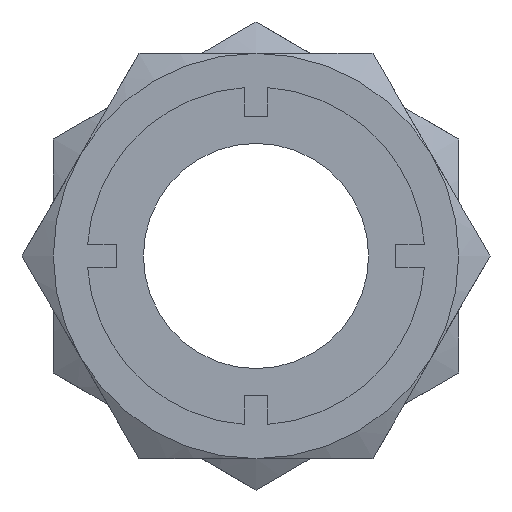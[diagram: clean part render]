
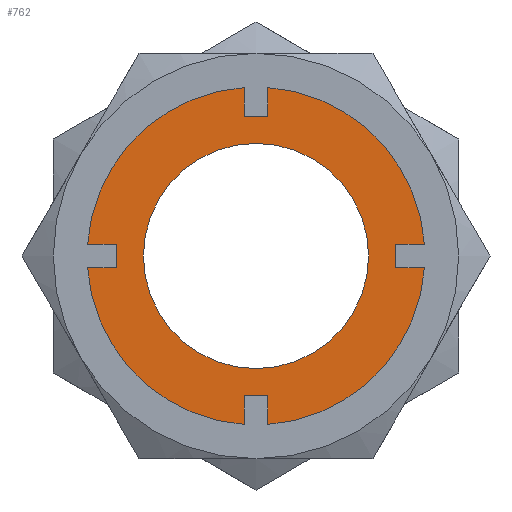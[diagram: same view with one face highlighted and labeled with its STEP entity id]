
A CAD part, left-side view. The second image highlights one B-rep face of the part: STEP entity #762.
In plain terms, the highlighted planar face has unit normal (-1, 0, 0).
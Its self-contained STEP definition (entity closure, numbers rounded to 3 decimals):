
#332=EDGE_CURVE('',#824,#546,#942,.T.);
#360=EDGE_CURVE('',#378,#678,#975,.T.);
#378=VERTEX_POINT('',#993);
#382=EDGE_CURVE('',#568,#810,#998,.T.);
#394=VERTEX_POINT('',#1014);
#398=VERTEX_POINT('',#1018);
#416=VERTEX_POINT('',#1037);
#418=VERTEX_POINT('',#1039);
#428=EDGE_CURVE('',#490,#394,#1049,.T.);
#452=EDGE_CURVE('',#512,#720,#1076,.T.);
#464=VERTEX_POINT('',#1088);
#490=VERTEX_POINT('',#1116);
#512=VERTEX_POINT('',#1142);
#518=EDGE_CURVE('',#576,#568,#1148,.T.);
#524=VERTEX_POINT('',#1154);
#546=VERTEX_POINT('',#1181);
#550=EDGE_CURVE('',#876,#512,#1185,.T.);
#558=EDGE_CURVE('',#464,#418,#1193,.T.);
#568=VERTEX_POINT('',#1203);
#576=VERTEX_POINT('',#1212);
#610=EDGE_CURVE('',#398,#576,#1249,.T.);
#678=VERTEX_POINT('',#1323);
#712=EDGE_CURVE('',#720,#770,#1360,.T.);
#720=VERTEX_POINT('',#1370);
#762=ADVANCED_FACE('',(#1418,#1419),#1420,.T.);
#770=VERTEX_POINT('',#1428);
#804=EDGE_CURVE('',#416,#524,#1466,.T.);
#810=VERTEX_POINT('',#1473);
#822=EDGE_CURVE('',#490,#810,#1486,.T.);
#824=VERTEX_POINT('',#1488);
#832=EDGE_CURVE('',#464,#678,#1496,.T.);
#858=EDGE_CURVE('',#398,#770,#1527,.T.);
#860=EDGE_CURVE('',#876,#546,#1529,.T.);
#874=EDGE_CURVE('',#418,#824,#1544,.T.);
#876=VERTEX_POINT('',#1546);
#906=EDGE_CURVE('',#524,#416,#1580,.T.);
#912=EDGE_CURVE('',#394,#378,#1586,.T.);
#942=LINE('',#1620,#1621);
#975=LINE('',#1672,#1673);
#993=CARTESIAN_POINT('',(-17.0,-12.4,1.05));
#998=LINE('',#1713,#1714);
#1014=CARTESIAN_POINT('',(-17.0,-12.4,-1.05));
#1018=CARTESIAN_POINT('',(-17.,1.05,-14.963));
#1037=CARTESIAN_POINT('',(-17.,0.,10.));
#1039=CARTESIAN_POINT('',(-17.0,-1.05,12.4));
#1049=LINE('',#1797,#1798);
#1076=LINE('',#1860,#1861);
#1088=CARTESIAN_POINT('',(-17.,-1.05,14.963));
#1116=CARTESIAN_POINT('',(-17.,-14.963,-1.05));
#1142=CARTESIAN_POINT('',(-17.0,12.4,1.05));
#1148=LINE('',#2009,#2010);
#1154=CARTESIAN_POINT('',(-17.,0.,-10.0));
#1181=CARTESIAN_POINT('',(-17.,1.05,14.963));
#1185=LINE('',#2066,#2067);
#1193=LINE('',#2081,#2082);
#1203=CARTESIAN_POINT('',(-17.0,-1.05,-12.4));
#1212=CARTESIAN_POINT('',(-17.0,1.05,-12.4));
#1249=LINE('',#2189,#2190);
#1323=CARTESIAN_POINT('',(-17.,-14.963,1.05));
#1360=LINE('',#2452,#2453);
#1370=CARTESIAN_POINT('',(-17.0,12.4,-1.05));
#1418=FACE_BOUND('',#2560,.T.);
#1419=FACE_OUTER_BOUND('',#2561,.T.);
#1420=PLANE('',#2562);
#1428=CARTESIAN_POINT('',(-17.,14.963,-1.05));
#1466=CIRCLE('',#2639,10.);
#1473=CARTESIAN_POINT('',(-17.,-1.05,-14.963));
#1486=CIRCLE('',#2682,15.0);
#1488=CARTESIAN_POINT('',(-17.0,1.05,12.4));
#1496=CIRCLE('',#2693,15.0);
#1527=CIRCLE('',#2748,15.0);
#1529=CIRCLE('',#2751,15.0);
#1544=LINE('',#2798,#2799);
#1546=CARTESIAN_POINT('',(-17.,14.963,1.05));
#1580=CIRCLE('',#2872,10.);
#1586=LINE('',#2881,#2882);
#1620=CARTESIAN_POINT('',(-17.,1.05,13.75));
#1621=VECTOR('',#2897,1.0);
#1672=CARTESIAN_POINT('',(-17.,-7.5,1.05));
#1673=VECTOR('',#2939,1.0);
#1713=CARTESIAN_POINT('',(-17.,-1.05,-1.25));
#1714=VECTOR('',#2955,1.0);
#1797=CARTESIAN_POINT('',(-17.,-6.2,-1.05));
#1798=VECTOR('',#3004,1.0);
#1860=CARTESIAN_POINT('',(-17.,12.4,5.725));
#1861=VECTOR('',#3034,1.0);
#2009=CARTESIAN_POINT('',(-17.,-0.525,-12.4));
#2010=VECTOR('',#3106,1.0);
#2066=CARTESIAN_POINT('',(-17.,6.2,1.05));
#2067=VECTOR('',#3161,1.0);
#2081=CARTESIAN_POINT('',(-17.,-1.05,12.45));
#2082=VECTOR('',#3167,1.0);
#2189=CARTESIAN_POINT('',(-17.,1.05,0.05));
#2190=VECTOR('',#3211,1.0);
#2452=CARTESIAN_POINT('',(-17.,7.5,-1.05));
#2453=VECTOR('',#3311,1.0);
#2560=EDGE_LOOP('',(#3379,#3380));
#2561=EDGE_LOOP('',(#3381,#3382,#3383,#3384,#3385,#3386,#3387,#3388,#3389,#3390,#3391,#3392,#3393,#3394,#3395,#3396));
#2562=AXIS2_PLACEMENT_3D('',#3397,#3398,#3399);
#2639=AXIS2_PLACEMENT_3D('',#3453,#3454,#3455);
#2682=AXIS2_PLACEMENT_3D('',#3477,#3478,#3479);
#2693=AXIS2_PLACEMENT_3D('',#3484,#3485,#3486);
#2748=AXIS2_PLACEMENT_3D('',#3535,#3536,#3537);
#2751=AXIS2_PLACEMENT_3D('',#3538,#3539,#3540);
#2798=CARTESIAN_POINT('',(-17.,0.525,12.4));
#2799=VECTOR('',#3551,1.0);
#2872=AXIS2_PLACEMENT_3D('',#3585,#3586,#3587);
#2881=CARTESIAN_POINT('',(-17.,-12.4,6.775));
#2882=VECTOR('',#3589,1.0);
#2897=DIRECTION('',(0.0,0.0,1.0));
#2939=DIRECTION('',(0.0,-1.0,0.0));
#2955=DIRECTION('',(0.0,0.0,-1.0));
#3004=DIRECTION('',(0.0,1.0,0.0));
#3034=DIRECTION('',(0.0,0.0,-1.0));
#3106=DIRECTION('',(0.0,-1.0,0.0));
#3161=DIRECTION('',(0.0,-1.0,0.0));
#3167=DIRECTION('',(0.0,0.0,-1.0));
#3211=DIRECTION('',(0.0,0.0,1.0));
#3311=DIRECTION('',(0.0,1.0,0.0));
#3379=ORIENTED_EDGE('',*,*,#804,.T.);
#3380=ORIENTED_EDGE('',*,*,#906,.T.);
#3381=ORIENTED_EDGE('',*,*,#428,.T.);
#3382=ORIENTED_EDGE('',*,*,#912,.T.);
#3383=ORIENTED_EDGE('',*,*,#360,.T.);
#3384=ORIENTED_EDGE('',*,*,#832,.F.);
#3385=ORIENTED_EDGE('',*,*,#558,.T.);
#3386=ORIENTED_EDGE('',*,*,#874,.T.);
#3387=ORIENTED_EDGE('',*,*,#332,.T.);
#3388=ORIENTED_EDGE('',*,*,#860,.F.);
#3389=ORIENTED_EDGE('',*,*,#550,.T.);
#3390=ORIENTED_EDGE('',*,*,#452,.T.);
#3391=ORIENTED_EDGE('',*,*,#712,.T.);
#3392=ORIENTED_EDGE('',*,*,#858,.F.);
#3393=ORIENTED_EDGE('',*,*,#610,.T.);
#3394=ORIENTED_EDGE('',*,*,#518,.T.);
#3395=ORIENTED_EDGE('',*,*,#382,.T.);
#3396=ORIENTED_EDGE('',*,*,#822,.F.);
#3397=CARTESIAN_POINT('',(-17.,0.,12.5));
#3398=DIRECTION('',(-1.0,-0.0,0.0));
#3399=DIRECTION('',(0.0,0.,-1.0));
#3453=CARTESIAN_POINT('',(-17.,0.,0.));
#3454=DIRECTION('',(1.0,0.0,-0.0));
#3455=DIRECTION('',(0.0,0.,1.0));
#3477=CARTESIAN_POINT('',(-17.,0.,0.));
#3478=DIRECTION('',(1.0,0.0,-0.0));
#3479=DIRECTION('',(0.0,0.,1.0));
#3484=CARTESIAN_POINT('',(-17.,0.,0.));
#3485=DIRECTION('',(1.0,0.0,-0.0));
#3486=DIRECTION('',(0.0,0.,1.0));
#3535=CARTESIAN_POINT('',(-17.,0.,0.));
#3536=DIRECTION('',(1.0,0.0,-0.0));
#3537=DIRECTION('',(0.0,0.,1.0));
#3538=CARTESIAN_POINT('',(-17.,0.,0.));
#3539=DIRECTION('',(1.0,0.0,-0.0));
#3540=DIRECTION('',(0.0,0.,1.0));
#3551=DIRECTION('',(0.0,1.0,0.0));
#3585=CARTESIAN_POINT('',(-17.,0.,0.));
#3586=DIRECTION('',(1.0,0.0,-0.0));
#3587=DIRECTION('',(0.0,0.,1.0));
#3589=DIRECTION('',(0.0,0.0,1.0));
